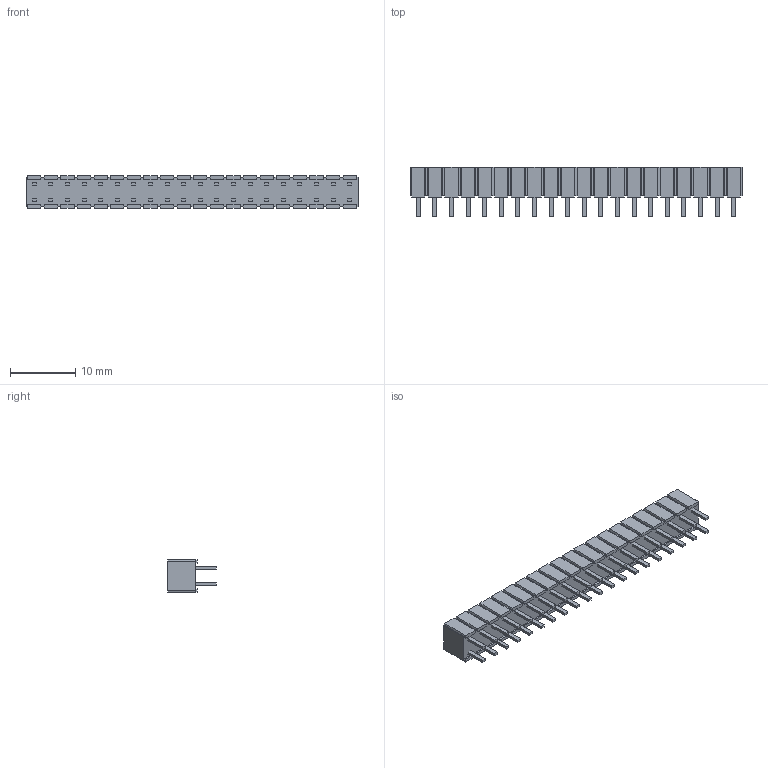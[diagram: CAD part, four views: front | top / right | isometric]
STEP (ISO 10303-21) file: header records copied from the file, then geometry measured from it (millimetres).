
FILE_DESCRIPTION(/* description */ ('STEP AP214'),/* implementation_level */ '2;1');
FILE_NAME(/* name */ 'SLW-120-01-G-D',/* time_stamp */ '2024-06-12T15:15:00+02:00',/* author */ ('License CC BY-ND 4.0'),/* organization */ ('CADENAS'),/* preprocessor_version */ 'ST-DEVELOPER v19.3',/* originating_system */ 'PARTsolutions',/* authorisation */ ' ');
FILE_SCHEMA (('AUTOMOTIVE_DESIGN {1 0 10303 214 3 1 1}'));
Length unit declared in the file: inch
Products named in the file (3): SLW-120-01-G-D; SLW-120-01-D_socket; C-28-01-20-D
Assembly tree (2 placements, depth 2):
  SLW-120-01-G-D
    SLW-120-01-D_socket
    C-28-01-20-D
Bounding box: 50.8 x 7.49 x 4.95 mm (x, y, z)
Volume: 1584.7 mm3; surface area: 3013.8 mm2
Topology: 2 solids, 2 shells, 932 faces, 2344 edges, 1536 vertices
Faces by surface type: plane 932
Entity records: 27266 total; most frequent: CARTESIAN_POINT 4815, ORIENTED_EDGE 4688, DIRECTION 4214, EDGE_CURVE 2344, LINE 2344, VECTOR 2344, VERTEX_POINT 1536, EDGE_LOOP 1052
